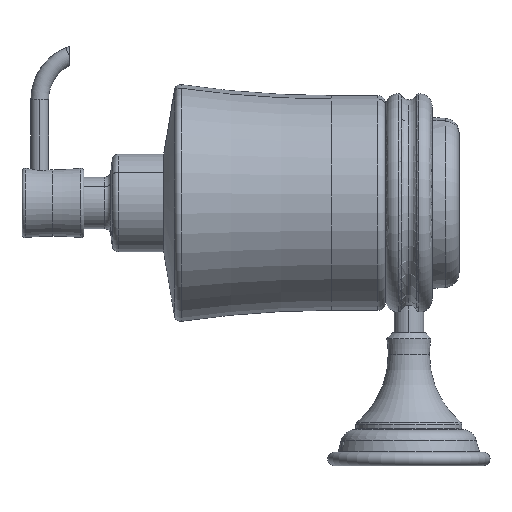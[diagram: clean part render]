
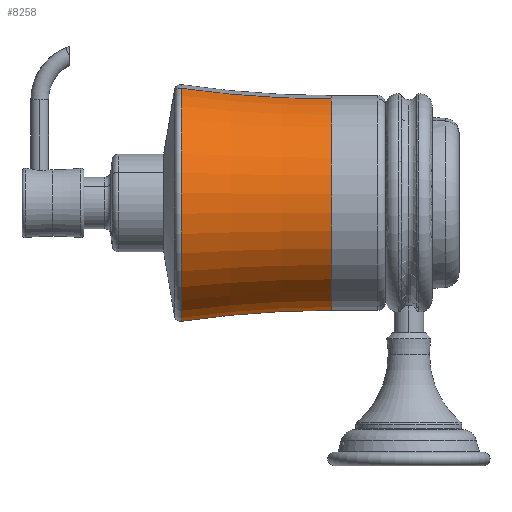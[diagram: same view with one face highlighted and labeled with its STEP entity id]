
A CAD part, left-side view. The second image highlights one B-rep face of the part: STEP entity #8258.
In plain terms, the highlighted toroidal (fillet/blend) face has major radius 386.5 mm and minor radius 350 mm.
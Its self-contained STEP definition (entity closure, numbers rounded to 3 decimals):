
#2553 = CARTESIAN_POINT ( 'NONE',  ( 17.675, 26.172, 46.248 ) ) ;
#2638 = TOROIDAL_SURFACE ( 'NONE', #2668, 386.5, 350. ) ;
#2655 = CIRCLE ( 'NONE', #2690, 36.5 ) ;
#2668 = AXIS2_PLACEMENT_3D ( 'NONE', #2699, #2698, #2694 ) ;
#2669 = FACE_OUTER_BOUND ( 'NONE', #8278, .T. ) ;
#2684 = CARTESIAN_POINT ( 'NONE',  ( 8.12, 77.125, 81.475 ) ) ;
#2685 = AXIS2_PLACEMENT_3D ( 'NONE', #2713, #2712, #2711 ) ;
#2686 = CIRCLE ( 'NONE', #2717, 40.229 ) ;
#2688 = DIRECTION ( 'NONE',  ( -0.262, 0., 0.965 ) ) ;
#2689 = DIRECTION ( 'NONE',  ( 0., 1., 0. ) ) ;
#2690 = AXIS2_PLACEMENT_3D ( 'NONE', #2695, #2689, #2688 ) ;
#2694 = DIRECTION ( 'NONE',  ( -0.262, 0., 0.965 ) ) ;
#2695 = CARTESIAN_POINT ( 'NONE',  ( 8.12, 26.172, 81.475 ) ) ;
#2698 = DIRECTION ( 'NONE',  ( 0., 1., 0. ) ) ;
#2699 = CARTESIAN_POINT ( 'NONE',  ( 8.12, 26.172, 81.475 ) ) ;
#2711 = DIRECTION ( 'NONE',  ( 0.262, 0., -0.965 ) ) ;
#2712 = DIRECTION ( 'NONE',  ( 0.965, 0., 0.262 ) ) ;
#2713 = CARTESIAN_POINT ( 'NONE',  ( 109.304, 26.172, -291.545 ) ) ;
#2715 = DIRECTION ( 'NONE',  ( -0.262, 0., 0.965 ) ) ;
#2716 = DIRECTION ( 'NONE',  ( 0., 1., 0. ) ) ;
#2717 = AXIS2_PLACEMENT_3D ( 'NONE', #2684, #2716, #2715 ) ;
#2722 = CIRCLE ( 'NONE', #2685, 350. ) ;
#2747 = DIRECTION ( 'NONE',  ( -0.262, 0., 0.965 ) ) ;
#2748 = DIRECTION ( 'NONE',  ( -0.965, 0., -0.262 ) ) ;
#2749 = CARTESIAN_POINT ( 'NONE',  ( -93.065, 26.172, 454.495 ) ) ;
#2750 = AXIS2_PLACEMENT_3D ( 'NONE', #2749, #2748, #2747 ) ;
#2751 = CIRCLE ( 'NONE', #2750, 350. ) ;
#2753 = CARTESIAN_POINT ( 'NONE',  ( -1.436, 26.172, 116.702 ) ) ;
#2754 = CARTESIAN_POINT ( 'NONE',  ( 18.652, 77.125, 42.649 ) ) ;
#7543 = CARTESIAN_POINT ( 'NONE',  ( -2.412, 77.125, 120.3 ) ) ;
#7580 = VERTEX_POINT ( 'NONE', #7543 ) ;
#8215 = VERTEX_POINT ( 'NONE', #2553 ) ;
#8256 = ORIENTED_EDGE ( 'NONE', *, *, #8259, .T. ) ;
#8258 = ADVANCED_FACE ( 'NONE', ( #2669 ), #2638, .F. ) ;
#8259 = EDGE_CURVE ( 'NONE', #8215, #8276, #2655, .T. ) ;
#8262 = ORIENTED_EDGE ( 'NONE', *, *, #8266, .T. ) ;
#8263 = EDGE_CURVE ( 'NONE', #8275, #7580, #2686, .T. ) ;
#8266 = EDGE_CURVE ( 'NONE', #8275, #8215, #2722, .T. ) ;
#8269 = ORIENTED_EDGE ( 'NONE', *, *, #8274, .F. ) ;
#8271 = ORIENTED_EDGE ( 'NONE', *, *, #8263, .F. ) ;
#8274 = EDGE_CURVE ( 'NONE', #7580, #8276, #2751, .T. ) ;
#8275 = VERTEX_POINT ( 'NONE', #2754 ) ;
#8276 = VERTEX_POINT ( 'NONE', #2753 ) ;
#8278 = EDGE_LOOP ( 'NONE', ( #8271, #8262, #8256, #8269 ) ) ;
